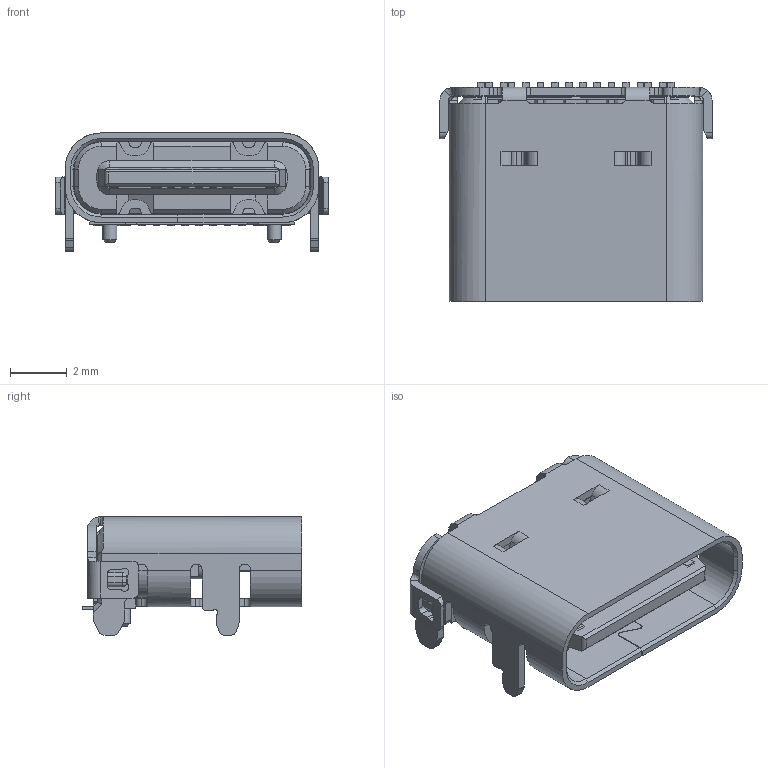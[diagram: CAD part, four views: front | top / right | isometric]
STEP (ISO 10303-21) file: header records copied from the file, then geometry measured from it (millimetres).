
FILE_DESCRIPTION(('FreeCAD Model'),'2;1');
FILE_NAME('Open CASCADE Shape Model','2023-07-11T14:18:54',( 'kicad StepUp'),('ksu MCAD'),'Open CASCADE STEP processor 7.6', 'FreeCAD','Unknown');
FILE_SCHEMA(('AUTOMOTIVE_DESIGN { 1 0 10303 214 1 1 1 1 }'));
Length unit declared in the file: millimetre
Products named in the file (1): USB_C_Receptacle_Wurth_629722000214
Bounding box: 9.58 x 7.71 x 4.16 mm (x, y, z)
Volume: 117 mm3; surface area: 636.5 mm2
Topology: 18 solids, 18 shells, 990 faces, 2760 edges, 1795 vertices
Faces by surface type: plane 692, cylinder 266, cone 16, bspline 12, sphere 4
Full cylindrical faces by diameter (mm): 0.5 x2
Entity records: 38659 total; most frequent: CARTESIAN_POINT 5768, ORIENTED_EDGE 5512, DIRECTION 5235, EDGE_CURVE 2756, LINE 2151, VECTOR 2151, VERTEX_POINT 1795, AXIS2_PLACEMENT_3D 1542
